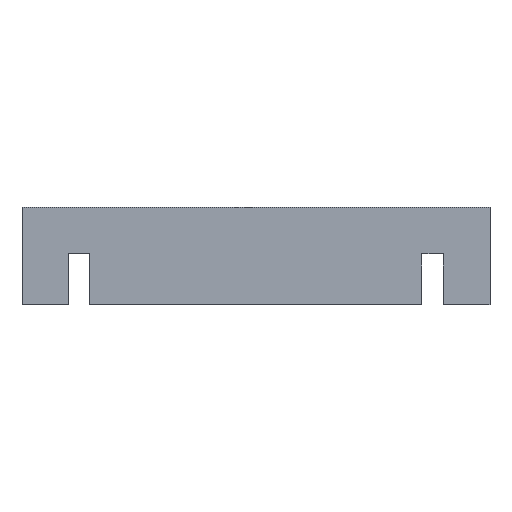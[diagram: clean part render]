
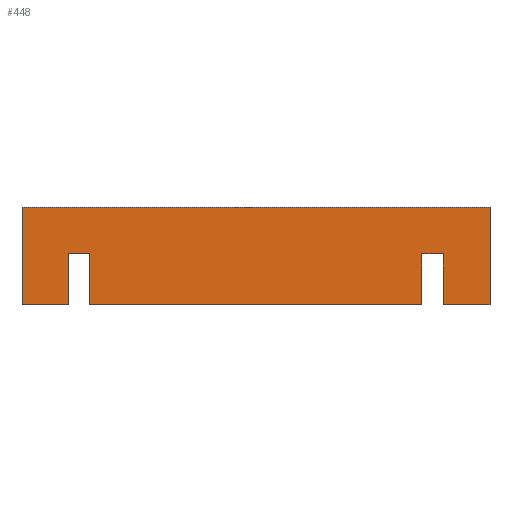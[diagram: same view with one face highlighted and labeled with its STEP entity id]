
A CAD part, top view. The second image highlights one B-rep face of the part: STEP entity #448.
In plain terms, the highlighted planar face has unit normal (0, 0, 1).
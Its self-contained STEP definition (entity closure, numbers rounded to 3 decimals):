
#81 = VERTEX_POINT('',#82);
#82 = CARTESIAN_POINT('',(20.066,-17.864,0.));
#99 = VERTEX_POINT('',#100);
#100 = CARTESIAN_POINT('',(84.582,-17.864,0.));
#106 = EDGE_CURVE('',#81,#99,#107,.T.);
#107 = LINE('',#108,#109);
#108 = CARTESIAN_POINT('',(20.066,-17.864,0.));
#109 = VECTOR('',#110,1.);
#110 = DIRECTION('',(1.,0.,0.));
#130 = VERTEX_POINT('',#131);
#131 = CARTESIAN_POINT('',(84.582,-31.264,0.));
#137 = EDGE_CURVE('',#99,#130,#138,.T.);
#138 = LINE('',#139,#140);
#139 = CARTESIAN_POINT('',(84.582,-17.864,0.));
#140 = VECTOR('',#141,1.);
#141 = DIRECTION('',(0.,-1.,0.));
#161 = VERTEX_POINT('',#162);
#162 = CARTESIAN_POINT('',(78.156,-31.264,0.));
#168 = EDGE_CURVE('',#130,#161,#169,.T.);
#169 = LINE('',#170,#171);
#170 = CARTESIAN_POINT('',(84.582,-31.264,0.));
#171 = VECTOR('',#172,1.);
#172 = DIRECTION('',(-1.,0.,0.));
#192 = VERTEX_POINT('',#193);
#193 = CARTESIAN_POINT('',(78.156,-24.264,0.));
#199 = EDGE_CURVE('',#161,#192,#200,.T.);
#200 = LINE('',#201,#202);
#201 = CARTESIAN_POINT('',(78.156,-31.264,0.));
#202 = VECTOR('',#203,1.);
#203 = DIRECTION('',(0.,1.,0.));
#223 = VERTEX_POINT('',#224);
#224 = CARTESIAN_POINT('',(75.184,-24.264,0.));
#230 = EDGE_CURVE('',#192,#223,#231,.T.);
#231 = LINE('',#232,#233);
#232 = CARTESIAN_POINT('',(78.156,-24.264,0.));
#233 = VECTOR('',#234,1.);
#234 = DIRECTION('',(-1.,0.,0.));
#254 = VERTEX_POINT('',#255);
#255 = CARTESIAN_POINT('',(75.184,-31.264,0.));
#261 = EDGE_CURVE('',#223,#254,#262,.T.);
#262 = LINE('',#263,#264);
#263 = CARTESIAN_POINT('',(75.184,-24.264,0.));
#264 = VECTOR('',#265,1.);
#265 = DIRECTION('',(0.,-1.,0.));
#276 = VERTEX_POINT('',#277);
#277 = CARTESIAN_POINT('',(29.384,-31.264,0.));
#292 = EDGE_CURVE('',#276,#254,#293,.T.);
#293 = LINE('',#294,#295);
#294 = CARTESIAN_POINT('',(29.384,-31.264,0.));
#295 = VECTOR('',#296,1.);
#296 = DIRECTION('',(1.,0.,0.));
#307 = VERTEX_POINT('',#308);
#308 = CARTESIAN_POINT('',(29.384,-24.264,0.));
#323 = EDGE_CURVE('',#307,#276,#324,.T.);
#324 = LINE('',#325,#326);
#325 = CARTESIAN_POINT('',(29.384,-24.264,0.));
#326 = VECTOR('',#327,1.);
#327 = DIRECTION('',(0.,-1.,0.));
#347 = VERTEX_POINT('',#348);
#348 = CARTESIAN_POINT('',(26.412,-24.264,0.));
#354 = EDGE_CURVE('',#307,#347,#355,.T.);
#355 = LINE('',#356,#357);
#356 = CARTESIAN_POINT('',(29.384,-24.264,0.));
#357 = VECTOR('',#358,1.);
#358 = DIRECTION('',(-1.,0.,0.));
#369 = VERTEX_POINT('',#370);
#370 = CARTESIAN_POINT('',(26.412,-31.242,0.));
#385 = EDGE_CURVE('',#369,#347,#386,.T.);
#386 = LINE('',#387,#388);
#387 = CARTESIAN_POINT('',(26.412,-31.242,0.));
#388 = VECTOR('',#389,1.);
#389 = DIRECTION('',(0.,1.,0.));
#400 = VERTEX_POINT('',#401);
#401 = CARTESIAN_POINT('',(20.066,-31.242,0.));
#416 = EDGE_CURVE('',#400,#369,#417,.T.);
#417 = LINE('',#418,#419);
#418 = CARTESIAN_POINT('',(20.066,-31.242,0.));
#419 = VECTOR('',#420,1.);
#420 = DIRECTION('',(1.,0.,0.));
#438 = EDGE_CURVE('',#81,#400,#439,.T.);
#439 = LINE('',#440,#441);
#440 = CARTESIAN_POINT('',(20.066,-17.864,0.));
#441 = VECTOR('',#442,1.);
#442 = DIRECTION('',(0.,-1.,0.));
#448 = ADVANCED_FACE('',(#449),#463,.F.);
#449 = FACE_BOUND('',#450,.F.);
#450 = EDGE_LOOP('',(#451,#452,#453,#454,#455,#456,#457,#458,#459,#460,
    #461,#462));
#451 = ORIENTED_EDGE('',*,*,#106,.T.);
#452 = ORIENTED_EDGE('',*,*,#137,.T.);
#453 = ORIENTED_EDGE('',*,*,#168,.T.);
#454 = ORIENTED_EDGE('',*,*,#199,.T.);
#455 = ORIENTED_EDGE('',*,*,#230,.T.);
#456 = ORIENTED_EDGE('',*,*,#261,.T.);
#457 = ORIENTED_EDGE('',*,*,#292,.F.);
#458 = ORIENTED_EDGE('',*,*,#323,.F.);
#459 = ORIENTED_EDGE('',*,*,#354,.T.);
#460 = ORIENTED_EDGE('',*,*,#385,.F.);
#461 = ORIENTED_EDGE('',*,*,#416,.F.);
#462 = ORIENTED_EDGE('',*,*,#438,.F.);
#463 = PLANE('',#464);
#464 = AXIS2_PLACEMENT_3D('',#465,#466,#467);
#465 = CARTESIAN_POINT('',(52.325,-24.822,0.));
#466 = DIRECTION('',(-0.,-0.,-1.));
#467 = DIRECTION('',(-1.,0.,0.));
